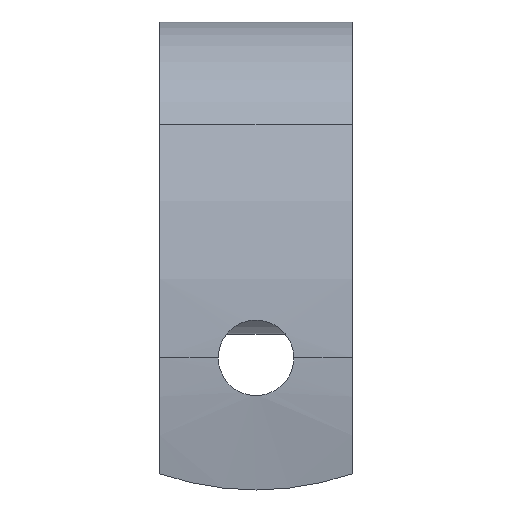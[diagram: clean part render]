
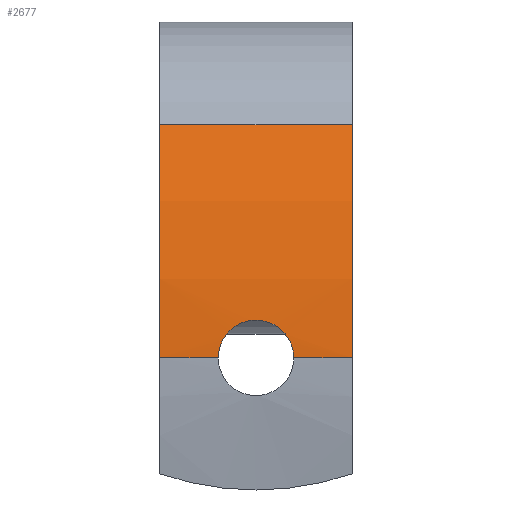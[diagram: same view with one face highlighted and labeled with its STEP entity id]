
A CAD part, top view. The second image highlights one B-rep face of the part: STEP entity #2677.
In plain terms, the highlighted cylindrical face has radius 44.95 mm (diameter 89.901 mm), a partial arc.
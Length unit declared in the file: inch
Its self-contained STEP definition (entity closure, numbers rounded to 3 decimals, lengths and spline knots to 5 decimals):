
#57 = CARTESIAN_POINT ( 'NONE',  ( -0.06483, -0.39128, 0.49047 ) ) ;
#74 = CARTESIAN_POINT ( 'NONE',  ( -0.04914, -0.38001, 0.48996 ) ) ;
#97 = B_SPLINE_CURVE_WITH_KNOTS ( 'NONE', 3,
 ( #1770, #1305, #2935, #2996, #1799, #1558, #2764, #57, #1752, #74, #2024, #782, #2529, #358, #2291, #2497, #123, #2714, #2247, #2481, #311, #1275, #1041, #2837, #636, #2098, #2795, #2544, #1860, #897 ),
 .UNSPECIFIED., .F., .F.,
 ( 4, 2, 2, 2, 2, 2, 2, 2, 2, 2, 2, 2, 2, 2, 4 ),
 ( 0.00778, 0.00827, 0.00876, 0.00973, 0.01022, 0.0107, 0.01119, 0.01167, 0.01216, 0.01265, 0.01313, 0.01362, 0.01411, 0.01459, 0.01557 ),
 .UNSPECIFIED. ) ;
#123 = CARTESIAN_POINT ( 'NONE',  ( 0.01277, -0.36767, 0.48932 ) ) ;
#147 = CARTESIAN_POINT ( 'NONE',  ( 0., -0.46505, 0.492 ) ) ;
#159 = VERTEX_POINT ( 'NONE', #1963 ) ;
#300 = VERTEX_POINT ( 'NONE', #2454 ) ;
#311 = CARTESIAN_POINT ( 'NONE',  ( 0.04903, -0.37995, 0.48996 ) ) ;
#323 = EDGE_CURVE ( 'NONE', #890, #998, #2913, .T. ) ;
#358 = CARTESIAN_POINT ( 'NONE',  ( -0.01291, -0.36769, 0.48932 ) ) ;
#375 = LINE ( 'NONE', #1633, #2718 ) ;
#390 = DIRECTION ( 'NONE',  ( 1., 0., 0. ) ) ;
#459 = ORIENTED_EDGE ( 'NONE', *, *, #1675, .F. ) ;
#473 = ORIENTED_EDGE ( 'NONE', *, *, #3081, .F. ) ;
#636 = CARTESIAN_POINT ( 'NONE',  ( 0.07783, -0.40515, 0.49099 ) ) ;
#692 = AXIS2_PLACEMENT_3D ( 'NONE', #1370, #2594, #1125 ) ;
#782 = CARTESIAN_POINT ( 'NONE',  ( -0.03166, -0.37208, 0.48956 ) ) ;
#847 = VECTOR ( 'NONE', #2539, 39.37008 ) ;
#890 = VERTEX_POINT ( 'NONE', #1553 ) ;
#897 = CARTESIAN_POINT ( 'NONE',  ( 0.098, -0.46505, 0.492 ) ) ;
#998 = VERTEX_POINT ( 'NONE', #2331 ) ;
#1041 = CARTESIAN_POINT ( 'NONE',  ( 0.06472, -0.39118, 0.49046 ) ) ;
#1052 = VECTOR ( 'NONE', #1095, 39.37008 ) ;
#1095 = DIRECTION ( 'NONE',  ( -1., 0., 0. ) ) ;
#1117 = EDGE_CURVE ( 'NONE', #890, #2521, #1331, .T. ) ;
#1125 = DIRECTION ( 'NONE',  ( 0., 0., 1. ) ) ;
#1247 = CARTESIAN_POINT ( 'NONE',  ( 0.25, -0.46505, -1.2777 ) ) ;
#1275 = CARTESIAN_POINT ( 'NONE',  ( 0.05968, -0.38705, 0.49028 ) ) ;
#1305 = CARTESIAN_POINT ( 'NONE',  ( -0.098, -0.45865, 0.492 ) ) ;
#1315 = CARTESIAN_POINT ( 'NONE',  ( 0., -0.46505, 0.492 ) ) ;
#1320 = CARTESIAN_POINT ( 'NONE',  ( -0.25, 0.14023, 0.38527 ) ) ;
#1331 = LINE ( 'NONE', #1315, #847 ) ;
#1370 = CARTESIAN_POINT ( 'NONE',  ( 0., -0.46505, -1.2777 ) ) ;
#1432 = DIRECTION ( 'NONE',  ( 0., -0.194, 0.981 ) ) ;
#1553 = CARTESIAN_POINT ( 'NONE',  ( 0.25, -0.46505, 0.492 ) ) ;
#1558 = CARTESIAN_POINT ( 'NONE',  ( -0.08567, -0.41577, 0.49135 ) ) ;
#1633 = CARTESIAN_POINT ( 'NONE',  ( -0.25, 0.14023, 0.38527 ) ) ;
#1675 = EDGE_CURVE ( 'NONE', #159, #2816, #2314, .T. ) ;
#1752 = CARTESIAN_POINT ( 'NONE',  ( -0.05979, -0.38714, 0.49029 ) ) ;
#1759 = AXIS2_PLACEMENT_3D ( 'NONE', #1247, #1980, #2940 ) ;
#1770 = CARTESIAN_POINT ( 'NONE',  ( -0.098, -0.46505, 0.492 ) ) ;
#1799 = CARTESIAN_POINT ( 'NONE',  ( -0.09299, -0.43347, 0.49173 ) ) ;
#1852 = CARTESIAN_POINT ( 'NONE',  ( 0.098, -0.46505, 0.492 ) ) ;
#1853 = ORIENTED_EDGE ( 'NONE', *, *, #1117, .F. ) ;
#1857 = AXIS2_PLACEMENT_3D ( 'NONE', #2183, #1995, #1432 ) ;
#1860 = CARTESIAN_POINT ( 'NONE',  ( 0.098, -0.4521, 0.492 ) ) ;
#1963 = CARTESIAN_POINT ( 'NONE',  ( -0.25, -0.46505, 0.492 ) ) ;
#1980 = DIRECTION ( 'NONE',  ( -1., 0., 0. ) ) ;
#1995 = DIRECTION ( 'NONE',  ( -1., 0., 0. ) ) ;
#2024 = CARTESIAN_POINT ( 'NONE',  ( -0.04352, -0.377, 0.48981 ) ) ;
#2046 = LINE ( 'NONE', #147, #1052 ) ;
#2090 = FACE_OUTER_BOUND ( 'NONE', #2787, .T. ) ;
#2098 = CARTESIAN_POINT ( 'NONE',  ( 0.08499, -0.41584, 0.49132 ) ) ;
#2183 = CARTESIAN_POINT ( 'NONE',  ( -0.25, -0.46505, -1.2777 ) ) ;
#2247 = CARTESIAN_POINT ( 'NONE',  ( 0.03151, -0.37203, 0.48956 ) ) ;
#2291 = CARTESIAN_POINT ( 'NONE',  ( -0.00655, -0.36705, 0.48928 ) ) ;
#2314 = CIRCLE ( 'NONE', #1857, 1.7697 ) ;
#2331 = CARTESIAN_POINT ( 'NONE',  ( 0.25, 0.14023, 0.38527 ) ) ;
#2335 = EDGE_CURVE ( 'NONE', #300, #159, #2046, .T. ) ;
#2454 = CARTESIAN_POINT ( 'NONE',  ( -0.098, -0.46505, 0.492 ) ) ;
#2481 = CARTESIAN_POINT ( 'NONE',  ( 0.0434, -0.37694, 0.48981 ) ) ;
#2497 = CARTESIAN_POINT ( 'NONE',  ( 0.00638, -0.36704, 0.48928 ) ) ;
#2521 = VERTEX_POINT ( 'NONE', #1852 ) ;
#2529 = CARTESIAN_POINT ( 'NONE',  ( -0.02543, -0.37019, 0.48946 ) ) ;
#2539 = DIRECTION ( 'NONE',  ( -1., 0., 0. ) ) ;
#2544 = CARTESIAN_POINT ( 'NONE',  ( 0.0954, -0.43923, 0.49185 ) ) ;
#2594 = DIRECTION ( 'NONE',  ( -1., 0., 0. ) ) ;
#2677 = ADVANCED_FACE ( 'NONE', ( #2090 ), #3048, .T. ) ;
#2714 = CARTESIAN_POINT ( 'NONE',  ( 0.0253, -0.37015, 0.48945 ) ) ;
#2718 = VECTOR ( 'NONE', #390, 39.37008 ) ;
#2764 = CARTESIAN_POINT ( 'NONE',  ( -0.07837, -0.40484, 0.491 ) ) ;
#2787 = EDGE_LOOP ( 'NONE', ( #1853, #3095, #473, #459, #3063, #3049 ) ) ;
#2795 = CARTESIAN_POINT ( 'NONE',  ( 0.08805, -0.42155, 0.49148 ) ) ;
#2816 = VERTEX_POINT ( 'NONE', #1320 ) ;
#2837 = CARTESIAN_POINT ( 'NONE',  ( 0.07377, -0.40022, 0.49082 ) ) ;
#2891 = EDGE_CURVE ( 'NONE', #300, #2521, #97, .T. ) ;
#2913 = CIRCLE ( 'NONE', #1759, 1.7697 ) ;
#2935 = CARTESIAN_POINT ( 'NONE',  ( -0.09738, -0.45229, 0.49197 ) ) ;
#2940 = DIRECTION ( 'NONE',  ( 0., -0.194, 0.981 ) ) ;
#2996 = CARTESIAN_POINT ( 'NONE',  ( -0.09487, -0.43966, 0.49183 ) ) ;
#3048 = CYLINDRICAL_SURFACE ( 'NONE', #692, 1.7697 ) ;
#3049 = ORIENTED_EDGE ( 'NONE', *, *, #2891, .T. ) ;
#3063 = ORIENTED_EDGE ( 'NONE', *, *, #2335, .F. ) ;
#3081 = EDGE_CURVE ( 'NONE', #2816, #998, #375, .T. ) ;
#3095 = ORIENTED_EDGE ( 'NONE', *, *, #323, .T. ) ;
